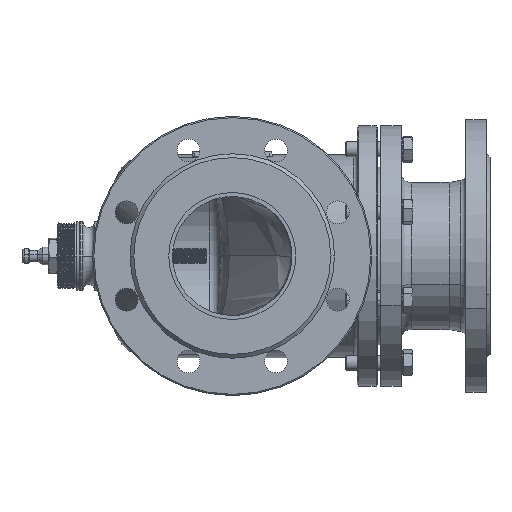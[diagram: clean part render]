
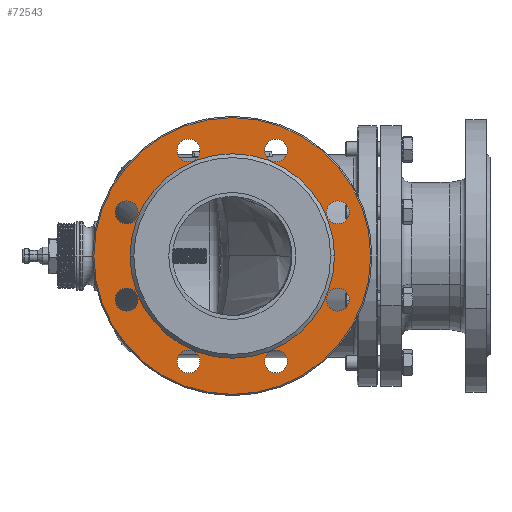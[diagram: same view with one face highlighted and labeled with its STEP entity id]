
A CAD part, left-side view. The second image highlights one B-rep face of the part: STEP entity #72543.
In plain terms, the highlighted planar face has unit normal (1, 0, 0).
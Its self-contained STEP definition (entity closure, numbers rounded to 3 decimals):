
#19382=CARTESIAN_POINT('',(-160.657,15.841,350.));
#19383=DIRECTION('',(1.,0.,0.));
#19384=DIRECTION('',(0.,0.,-1.));
#19385=AXIS2_PLACEMENT_3D('',#19382,#19383,#19384);
#19387=CARTESIAN_POINT('',(-160.657,15.841,350.));
#19388=DIRECTION('',(1.,0.,0.));
#19389=DIRECTION('',(0.,0.,1.));
#19390=AXIS2_PLACEMENT_3D('',#19387,#19388,#19389);
#19392=CARTESIAN_POINT('',(-160.657,15.841,350.));
#19393=DIRECTION('',(-1.,0.,0.));
#19394=DIRECTION('',(0.,0.,1.));
#19395=AXIS2_PLACEMENT_3D('',#19392,#19393,#19394);
#19397=CARTESIAN_POINT('',(-160.657,15.841,350.));
#19398=DIRECTION('',(-1.,0.,0.));
#19399=DIRECTION('',(0.,-1.,0.));
#19400=AXIS2_PLACEMENT_3D('',#19397,#19398,#19399);
#19402=CARTESIAN_POINT('',(-160.657,15.841,350.));
#19403=DIRECTION('',(-1.,0.,0.));
#19404=DIRECTION('',(0.,0.,-1.));
#19405=AXIS2_PLACEMENT_3D('',#19402,#19403,#19404);
#19407=CARTESIAN_POINT('',(-160.657,15.841,350.));
#19408=DIRECTION('',(-1.,0.,0.));
#19409=DIRECTION('',(0.,1.,0.));
#19410=AXIS2_PLACEMENT_3D('',#19407,#19408,#19409);
#19412=CARTESIAN_POINT('',(-160.657,98.99,
315.558));
#19413=DIRECTION('',(-1.,0.,0.));
#19414=DIRECTION('',(0.,0.,-1.));
#19415=AXIS2_PLACEMENT_3D('',#19412,#19413,#19414);
#19417=CARTESIAN_POINT('',(-160.657,98.99,
315.558));
#19418=DIRECTION('',(-1.,0.,0.));
#19419=DIRECTION('',(0.,0.,1.));
#19420=AXIS2_PLACEMENT_3D('',#19417,#19418,#19419);
#19422=CARTESIAN_POINT('',(-160.657,98.99,
384.442));
#19423=DIRECTION('',(-1.,0.,0.));
#19424=DIRECTION('',(0.,0.,-1.));
#19425=AXIS2_PLACEMENT_3D('',#19422,#19423,#19424);
#19427=CARTESIAN_POINT('',(-160.657,98.99,
384.442));
#19428=DIRECTION('',(-1.,0.,0.));
#19429=DIRECTION('',(0.,0.,1.));
#19430=AXIS2_PLACEMENT_3D('',#19427,#19428,#19429);
#19432=CARTESIAN_POINT('',(-160.657,50.283,
433.149));
#19433=DIRECTION('',(-1.,0.,0.));
#19434=DIRECTION('',(0.,0.,-1.));
#19435=AXIS2_PLACEMENT_3D('',#19432,#19433,#19434);
#19437=CARTESIAN_POINT('',(-160.657,50.283,
433.149));
#19438=DIRECTION('',(-1.,0.,0.));
#19439=DIRECTION('',(0.,0.,1.));
#19440=AXIS2_PLACEMENT_3D('',#19437,#19438,#19439);
#19442=CARTESIAN_POINT('',(-160.657,-18.6,
433.149));
#19443=DIRECTION('',(-1.,0.,0.));
#19444=DIRECTION('',(0.,0.,-1.));
#19445=AXIS2_PLACEMENT_3D('',#19442,#19443,#19444);
#19447=CARTESIAN_POINT('',(-160.657,-18.6,
433.149));
#19448=DIRECTION('',(-1.,0.,0.));
#19449=DIRECTION('',(0.,0.,1.));
#19450=AXIS2_PLACEMENT_3D('',#19447,#19448,#19449);
#19452=CARTESIAN_POINT('',(-160.657,-67.308,
384.442));
#19453=DIRECTION('',(-1.,0.,0.));
#19454=DIRECTION('',(0.,0.,-1.));
#19455=AXIS2_PLACEMENT_3D('',#19452,#19453,#19454);
#19457=CARTESIAN_POINT('',(-160.657,-67.308,
384.442));
#19458=DIRECTION('',(-1.,0.,0.));
#19459=DIRECTION('',(0.,0.,1.));
#19460=AXIS2_PLACEMENT_3D('',#19457,#19458,#19459);
#19462=CARTESIAN_POINT('',(-160.657,-67.308,
315.558));
#19463=DIRECTION('',(-1.,0.,0.));
#19464=DIRECTION('',(0.,0.,-1.));
#19465=AXIS2_PLACEMENT_3D('',#19462,#19463,#19464);
#19467=CARTESIAN_POINT('',(-160.657,-67.308,
315.558));
#19468=DIRECTION('',(-1.,0.,0.));
#19469=DIRECTION('',(0.,0.,1.));
#19470=AXIS2_PLACEMENT_3D('',#19467,#19468,#19469);
#19472=CARTESIAN_POINT('',(-160.657,-18.6,
266.851));
#19473=DIRECTION('',(-1.,0.,0.));
#19474=DIRECTION('',(0.,0.,-1.));
#19475=AXIS2_PLACEMENT_3D('',#19472,#19473,#19474);
#19477=CARTESIAN_POINT('',(-160.657,-18.6,
266.851));
#19478=DIRECTION('',(-1.,0.,0.));
#19479=DIRECTION('',(0.,0.,1.));
#19480=AXIS2_PLACEMENT_3D('',#19477,#19478,#19479);
#19482=CARTESIAN_POINT('',(-160.657,50.283,
266.851));
#19483=DIRECTION('',(-1.,0.,0.));
#19484=DIRECTION('',(0.,0.,-1.));
#19485=AXIS2_PLACEMENT_3D('',#19482,#19483,#19484);
#19487=CARTESIAN_POINT('',(-160.657,50.283,
266.851));
#19488=DIRECTION('',(-1.,0.,0.));
#19489=DIRECTION('',(0.,0.,1.));
#19490=AXIS2_PLACEMENT_3D('',#19487,#19488,#19489);
#22008=CARTESIAN_POINT('',(-160.657,98.99,
324.558));
#22009=CARTESIAN_POINT('',(-160.657,98.99,
306.558));
#22010=VERTEX_POINT('',#22008);
#22011=VERTEX_POINT('',#22009);
#22040=CARTESIAN_POINT('',(-160.657,-67.308,
375.442));
#22041=CARTESIAN_POINT('',(-160.657,-67.308,
393.442));
#22042=VERTEX_POINT('',#22040);
#22043=VERTEX_POINT('',#22041);
#22098=CARTESIAN_POINT('',(-160.657,-18.6,
442.149));
#22100=VERTEX_POINT('',#22098);
#22188=CARTESIAN_POINT('',(-160.657,-67.308,
306.558));
#22190=VERTEX_POINT('',#22188);
#22342=CARTESIAN_POINT('',(-160.657,-64.659,
350.));
#22344=VERTEX_POINT('',#22342);
#22373=CARTESIAN_POINT('',(-160.657,15.842,
430.5));
#22374=VERTEX_POINT('',#22373);
#22418=CARTESIAN_POINT('',(-160.657,98.99,
375.442));
#22420=VERTEX_POINT('',#22418);
#22489=CARTESIAN_POINT('',(-160.657,50.283,
442.149));
#22490=CARTESIAN_POINT('',(-160.657,50.283,
424.149));
#22491=VERTEX_POINT('',#22489);
#22492=VERTEX_POINT('',#22490);
#22546=CARTESIAN_POINT('',(-160.657,-67.308,
324.558));
#22547=VERTEX_POINT('',#22546);
#22567=CARTESIAN_POINT('',(-160.657,-18.6,
424.149));
#22568=VERTEX_POINT('',#22567);
#22667=CARTESIAN_POINT('',(-160.657,15.841,
269.5));
#22668=VERTEX_POINT('',#22667);
#22678=CARTESIAN_POINT('',(-160.657,98.99,
393.442));
#22679=VERTEX_POINT('',#22678);
#22709=CARTESIAN_POINT('',(-160.657,15.841,
459.));
#22710=CARTESIAN_POINT('',(-160.657,15.841,
241.));
#22711=VERTEX_POINT('',#22709);
#22712=VERTEX_POINT('',#22710);
#22780=CARTESIAN_POINT('',(-160.657,-18.6,
275.851));
#22781=VERTEX_POINT('',#22780);
#22814=CARTESIAN_POINT('',(-160.657,96.341,
350.));
#22815=VERTEX_POINT('',#22814);
#22826=CARTESIAN_POINT('',(-160.657,-18.6,
257.851));
#22827=VERTEX_POINT('',#22826);
#22893=CARTESIAN_POINT('',(-160.657,50.283,
257.851));
#22894=VERTEX_POINT('',#22893);
#22907=CARTESIAN_POINT('',(-160.657,50.283,
275.851));
#22908=VERTEX_POINT('',#22907);
#72494=CARTESIAN_POINT('',(-160.657,15.841,350.));
#72495=DIRECTION('',(1.,0.,0.));
#72496=DIRECTION('',(0.,0.,-1.));
#72497=AXIS2_PLACEMENT_3D('',#72494,#72495,#72496);
#72498=PLANE('',#72497);
#72499=ORIENTED_EDGE('',*,*,#45582,.F.);
#72500=ORIENTED_EDGE('',*,*,#24932,.F.);
#72501=EDGE_LOOP('',(#72499,#72500));
#72502=FACE_OUTER_BOUND('',#72501,.F.);
#72503=ORIENTED_EDGE('',*,*,#60420,.F.);
#72504=ORIENTED_EDGE('',*,*,#60418,.F.);
#72505=ORIENTED_EDGE('',*,*,#26060,.F.);
#72506=ORIENTED_EDGE('',*,*,#26058,.F.);
#72507=EDGE_LOOP('',(#72503,#72504,#72505,#72506));
#72508=FACE_BOUND('',#72507,.F.);
#72509=ORIENTED_EDGE('',*,*,#27516,.F.);
#72510=ORIENTED_EDGE('',*,*,#59715,.F.);
#72511=EDGE_LOOP('',(#72509,#72510));
#72512=FACE_BOUND('',#72511,.F.);
#72513=ORIENTED_EDGE('',*,*,#24605,.F.);
#72514=ORIENTED_EDGE('',*,*,#23864,.F.);
#72515=EDGE_LOOP('',(#72513,#72514));
#72516=FACE_BOUND('',#72515,.F.);
#72517=ORIENTED_EDGE('',*,*,#56165,.F.);
#72518=ORIENTED_EDGE('',*,*,#37006,.F.);
#72519=EDGE_LOOP('',(#72517,#72518));
#72520=FACE_BOUND('',#72519,.F.);
#72521=ORIENTED_EDGE('',*,*,#47603,.F.);
#72522=ORIENTED_EDGE('',*,*,#24777,.F.);
#72523=EDGE_LOOP('',(#72521,#72522));
#72524=FACE_BOUND('',#72523,.F.);
#72525=ORIENTED_EDGE('',*,*,#59388,.F.);
#72527=ORIENTED_EDGE('',*,*,#72526,.F.);
#72528=EDGE_LOOP('',(#72525,#72527));
#72529=FACE_BOUND('',#72528,.F.);
#72530=ORIENTED_EDGE('',*,*,#60377,.F.);
#72531=ORIENTED_EDGE('',*,*,#25634,.F.);
#72532=EDGE_LOOP('',(#72530,#72531));
#72533=FACE_BOUND('',#72532,.F.);
#72534=ORIENTED_EDGE('',*,*,#58973,.F.);
#72535=ORIENTED_EDGE('',*,*,#45659,.F.);
#72536=EDGE_LOOP('',(#72534,#72535));
#72537=FACE_BOUND('',#72536,.F.);
#72538=ORIENTED_EDGE('',*,*,#59740,.F.);
#72540=ORIENTED_EDGE('',*,*,#72539,.F.);
#72541=EDGE_LOOP('',(#72538,#72540));
#72542=FACE_BOUND('',#72541,.F.);
#72543=ADVANCED_FACE('',(#72502,#72508,#72512,#72516,#72520,#72524,#72529,
#72533,#72537,#72542),#72498,.T.);
#19386=CIRCLE('',#19385,109.);
#19391=CIRCLE('',#19390,109.);
#19396=CIRCLE('',#19395,80.5);
#19401=CIRCLE('',#19400,80.5);
#19406=CIRCLE('',#19405,80.5);
#19411=CIRCLE('',#19410,80.5);
#19416=CIRCLE('',#19415,9.);
#19421=CIRCLE('',#19420,9.);
#19426=CIRCLE('',#19425,9.);
#19431=CIRCLE('',#19430,9.);
#19436=CIRCLE('',#19435,9.);
#19441=CIRCLE('',#19440,9.);
#19446=CIRCLE('',#19445,9.);
#19451=CIRCLE('',#19450,9.);
#19456=CIRCLE('',#19455,9.);
#19461=CIRCLE('',#19460,9.);
#19466=CIRCLE('',#19465,9.);
#19471=CIRCLE('',#19470,9.);
#19476=CIRCLE('',#19475,9.);
#19481=CIRCLE('',#19480,9.);
#19486=CIRCLE('',#19485,9.);
#19491=CIRCLE('',#19490,9.);
#23864=EDGE_CURVE('',#22679,#22420,#19431,.T.);
#24605=EDGE_CURVE('',#22420,#22679,#19426,.T.);
#24777=EDGE_CURVE('',#22100,#22568,#19451,.T.);
#24932=EDGE_CURVE('',#22711,#22712,#19391,.T.);
#25634=EDGE_CURVE('',#22547,#22190,#19471,.T.);
#26058=EDGE_CURVE('',#22815,#22668,#19411,.T.);
#26060=EDGE_CURVE('',#22668,#22344,#19406,.T.);
#27516=EDGE_CURVE('',#22011,#22010,#19416,.T.);
#37006=EDGE_CURVE('',#22491,#22492,#19441,.T.);
#45582=EDGE_CURVE('',#22712,#22711,#19386,.T.);
#45659=EDGE_CURVE('',#22781,#22827,#19481,.T.);
#47603=EDGE_CURVE('',#22568,#22100,#19446,.T.);
#56165=EDGE_CURVE('',#22492,#22491,#19436,.T.);
#58973=EDGE_CURVE('',#22827,#22781,#19476,.T.);
#59388=EDGE_CURVE('',#22042,#22043,#19456,.T.);
#59715=EDGE_CURVE('',#22010,#22011,#19421,.T.);
#59740=EDGE_CURVE('',#22894,#22908,#19486,.T.);
#60377=EDGE_CURVE('',#22190,#22547,#19466,.T.);
#60418=EDGE_CURVE('',#22344,#22374,#19401,.T.);
#60420=EDGE_CURVE('',#22374,#22815,#19396,.T.);
#72526=EDGE_CURVE('',#22043,#22042,#19461,.T.);
#72539=EDGE_CURVE('',#22908,#22894,#19491,.T.);
